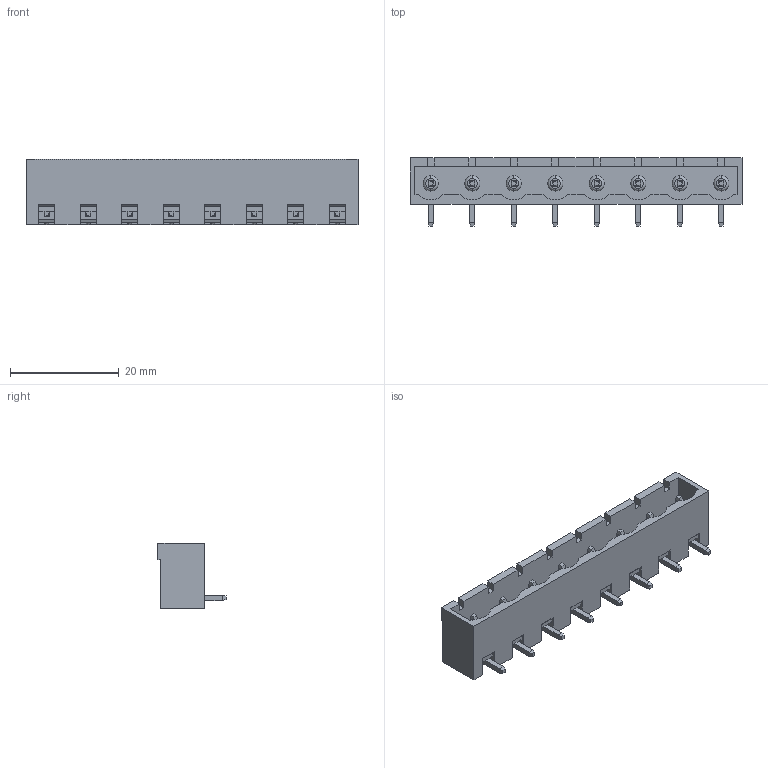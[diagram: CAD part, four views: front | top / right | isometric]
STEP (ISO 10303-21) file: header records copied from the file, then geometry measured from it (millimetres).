
FILE_DESCRIPTION(('STEP AP214'),'1');
FILE_NAME('terminal_blocks_a-tb762-oq08ch.stp','2020-03-13T15:09:05',('TraceParts'),('TraceParts S.A.'),'Spatial InterOp 3D',' ',' ');
FILE_SCHEMA(('AUTOMOTIVE_DESIGN { 1 0 10303 214 1 1 1 1 }'));
Length unit declared in the file: millimetre
Products named in the file (1): terminal_blocks_a-tb762-oq08ch
Bounding box: 60.96 x 12.5 x 12 mm (x, y, z)
Volume: 2963.7 mm3; surface area: 4534.8 mm2
Topology: 1 solids, 1 shells, 385 faces, 1069 edges, 678 vertices
Faces by surface type: plane 313, cylinder 40, sphere 16, torus 16
Entity records: 15135 total; most frequent: CARTESIAN_POINT 2117, ORIENTED_EDGE 2106, DIRECTION 2001, EDGE_CURVE 1053, LINE 877, VECTOR 877, VERTEX_POINT 678, AXIS2_PLACEMENT_3D 562
